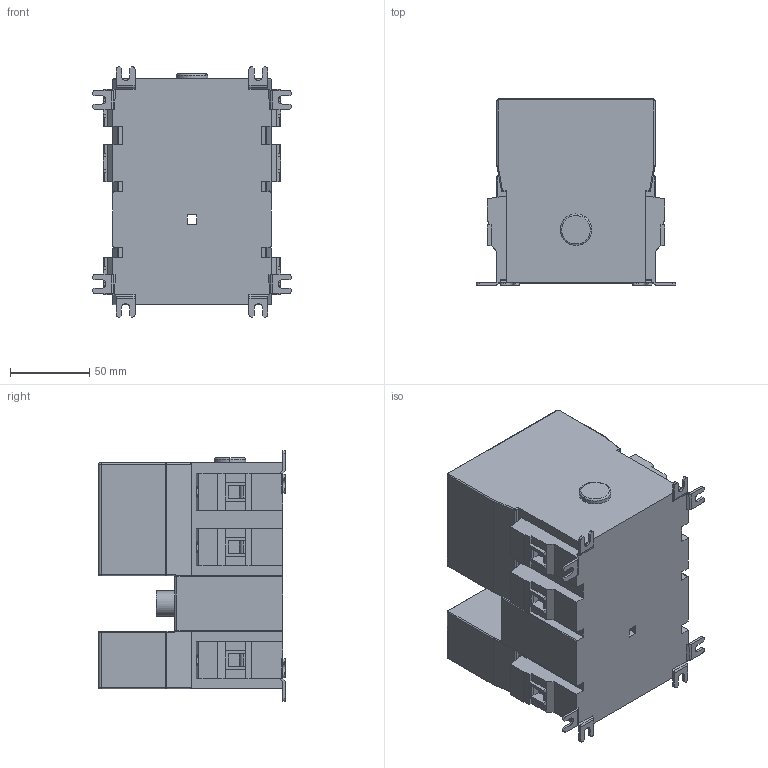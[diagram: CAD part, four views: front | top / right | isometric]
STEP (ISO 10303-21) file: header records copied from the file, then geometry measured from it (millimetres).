
FILE_DESCRIPTION((''),'2;1');
FILE_NAME('OS60GJ12','2017-03-13T',('fitojoe1'),(''),'CREO PARAMETRIC BY PTC INC, 2016130','CREO PARAMETRIC BY PTC INC, 2016130','');
FILE_SCHEMA(('CONFIG_CONTROL_DESIGN'));
Length unit declared in the file: millimetre
Products named in the file (1): OS60GJ12
Bounding box: 126.01 x 118 x 158.46 mm (x, y, z)
Volume: 1486363.6 mm3; surface area: 105709.6 mm2
Topology: 1 solids, 1 shells, 423 faces, 1159 edges, 734 vertices
Faces by surface type: plane 290, cylinder 103, torus 14, sphere 11, bspline 5
Entity records: 16643 total; most frequent: CARTESIAN_POINT 2905, ORIENTED_EDGE 2294, DIRECTION 2168, EDGE_CURVE 1147, VECTOR 904, LINE 904, VERTEX_POINT 734, AXIS2_PLACEMENT_3D 632
